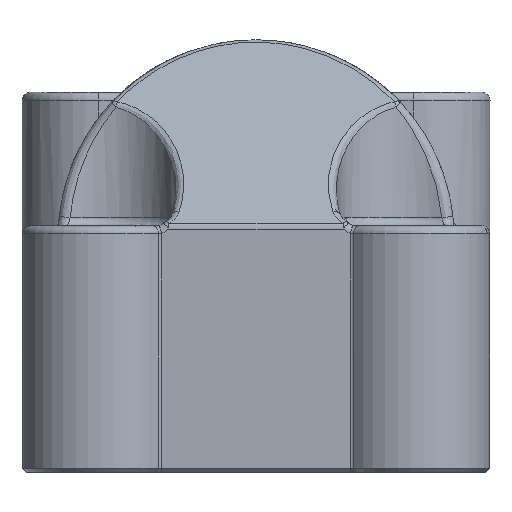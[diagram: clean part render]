
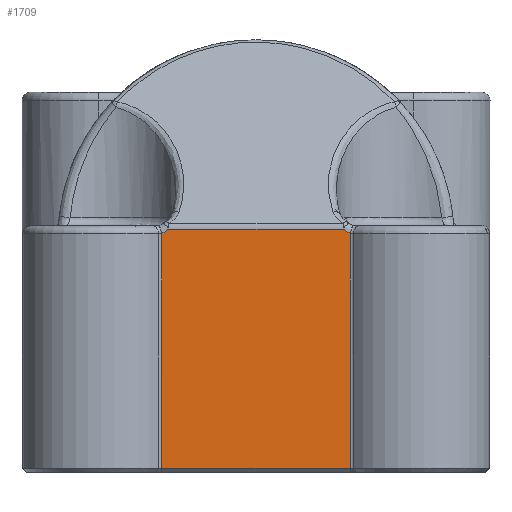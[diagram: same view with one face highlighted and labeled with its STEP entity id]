
A CAD part, front view. The second image highlights one B-rep face of the part: STEP entity #1709.
In plain terms, the highlighted planar face has unit normal (0, -1, 0).
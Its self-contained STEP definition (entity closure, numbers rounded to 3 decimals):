
#54=PLANE('',#1907);
#114=LINE('',#2705,#164);
#136=LINE('',#4825,#186);
#137=LINE('',#4827,#187);
#140=LINE('',#4831,#190);
#164=VECTOR('',#1961,1000.);
#186=VECTOR('',#2213,1000.);
#187=VECTOR('',#2216,1000.);
#190=VECTOR('',#2221,1000.);
#754=ORIENTED_EDGE('',*,*,#1039,.T.);
#755=ORIENTED_EDGE('',*,*,#872,.T.);
#756=ORIENTED_EDGE('',*,*,#878,.T.);
#757=ORIENTED_EDGE('',*,*,#883,.T.);
#758=ORIENTED_EDGE('',*,*,#1036,.T.);
#759=ORIENTED_EDGE('',*,*,#1035,.T.);
#872=EDGE_CURVE('',#1111,#1115,#1257,.T.);
#878=EDGE_CURVE('',#1115,#1118,#114,.T.);
#883=EDGE_CURVE('',#1118,#1121,#1260,.T.);
#1035=EDGE_CURVE('',#1218,#1219,#136,.T.);
#1036=EDGE_CURVE('',#1121,#1218,#137,.T.);
#1039=EDGE_CURVE('',#1219,#1111,#140,.T.);
#1111=VERTEX_POINT('',#2641);
#1115=VERTEX_POINT('',#2685);
#1118=VERTEX_POINT('',#2704);
#1121=VERTEX_POINT('',#2740);
#1218=VERTEX_POINT('',#4814);
#1219=VERTEX_POINT('',#4819);
#1257=B_SPLINE_CURVE_WITH_KNOTS('',3,(#2686,#2687,#2688,#2689,#2690,#2691),
 .UNSPECIFIED.,.F.,.F.,(4,2,4),(0.,0.001,0.001),
 .UNSPECIFIED.);
#1260=B_SPLINE_CURVE_WITH_KNOTS('',3,(#2741,#2742,#2743,#2744,#2745,#2746),
 .UNSPECIFIED.,.F.,.F.,(4,2,4),(0.001,0.001,
0.002),.UNSPECIFIED.);
#1445=EDGE_LOOP('',(#754,#755,#756,#757,#758,#759));
#1585=FACE_BOUND('',#1445,.T.);
#1709=ADVANCED_FACE('',(#1585),#54,.T.);
#1907=AXIS2_PLACEMENT_3D('',#4923,#2310,#2311);
#1961=DIRECTION('',(-1.,0.,0.));
#2213=DIRECTION('',(1.,0.,0.));
#2216=DIRECTION('',(0.,0.,-1.));
#2221=DIRECTION('',(0.,0.,1.));
#2310=DIRECTION('',(0.,-1.,0.));
#2311=DIRECTION('',(0.,0.,-1.));
#2641=CARTESIAN_POINT('',(11.683,-25.25,29.601));
#2685=CARTESIAN_POINT('',(10.773,-25.25,30.086));
#2686=CARTESIAN_POINT('',(11.683,-25.25,29.601));
#2687=CARTESIAN_POINT('',(11.516,-25.25,29.649));
#2688=CARTESIAN_POINT('',(11.353,-25.25,29.713));
#2689=CARTESIAN_POINT('',(11.047,-25.25,29.874));
#2690=CARTESIAN_POINT('',(10.904,-25.25,29.971));
#2691=CARTESIAN_POINT('',(10.773,-25.25,30.086));
#2704=CARTESIAN_POINT('',(-10.773,-25.25,30.086));
#2705=CARTESIAN_POINT('',(-11.379,-25.25,30.086));
#2740=CARTESIAN_POINT('',(-11.683,-25.25,29.601));
#2741=CARTESIAN_POINT('',(-10.773,-25.25,30.086));
#2742=CARTESIAN_POINT('',(-10.902,-25.25,29.973));
#2743=CARTESIAN_POINT('',(-11.048,-25.25,29.874));
#2744=CARTESIAN_POINT('',(-11.354,-25.25,29.712));
#2745=CARTESIAN_POINT('',(-11.515,-25.25,29.649));
#2746=CARTESIAN_POINT('',(-11.683,-25.25,29.601));
#4814=CARTESIAN_POINT('',(-11.683,-25.25,0.5));
#4819=CARTESIAN_POINT('',(11.683,-25.25,0.5));
#4825=CARTESIAN_POINT('',(11.683,-25.25,0.5));
#4827=CARTESIAN_POINT('',(-11.683,-25.25,30.5));
#4831=CARTESIAN_POINT('',(11.683,-25.25,30.5));
#4923=CARTESIAN_POINT('',(24.5,-25.25,30.5));
